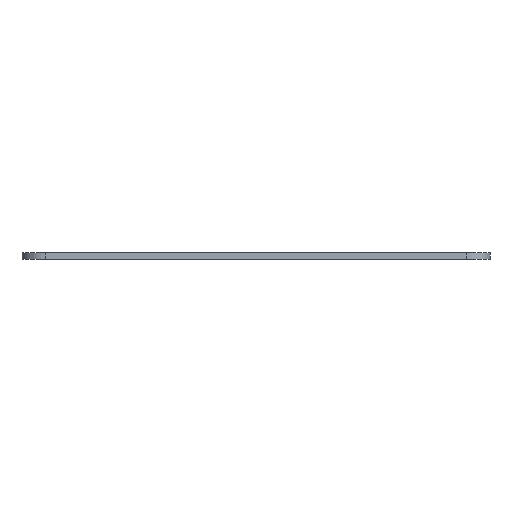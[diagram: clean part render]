
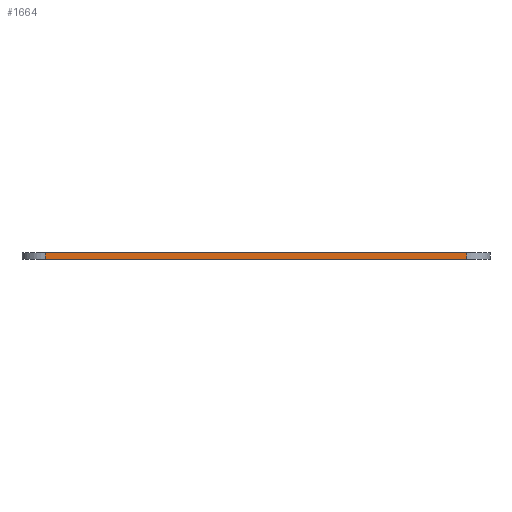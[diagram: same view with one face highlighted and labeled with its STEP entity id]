
A CAD part, front view. The second image highlights one B-rep face of the part: STEP entity #1664.
In plain terms, the highlighted planar face has unit normal (0, -1, 0).
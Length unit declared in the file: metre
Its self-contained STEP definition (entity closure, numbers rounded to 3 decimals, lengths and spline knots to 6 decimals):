
#140=ORIENTED_EDGE('',*,*,#636,.T.);
#141=ORIENTED_EDGE('',*,*,#637,.T.);
#142=ORIENTED_EDGE('',*,*,#638,.F.);
#143=ORIENTED_EDGE('',*,*,#639,.T.);
#636=EDGE_CURVE('',#884,#885,#1052,.T.);
#637=EDGE_CURVE('',#885,#886,#1053,.F.);
#638=EDGE_CURVE('',#887,#886,#1054,.T.);
#639=EDGE_CURVE('',#887,#884,#1055,.T.);
#884=VERTEX_POINT('',#2450);
#885=VERTEX_POINT('',#2451);
#886=VERTEX_POINT('',#2453);
#887=VERTEX_POINT('',#2455);
#1052=LINE('',#2449,#1220);
#1053=LINE('',#2452,#1221);
#1054=LINE('',#2454,#1222);
#1055=LINE('',#2456,#1223);
#1220=VECTOR('',#1943,1.);
#1221=VECTOR('',#1944,1.);
#1222=VECTOR('',#1945,1.);
#1223=VECTOR('',#1946,1.);
#1382=EDGE_LOOP('',(#140,#141,#142,#143));
#1500=FACE_BOUND('',#1382,.T.);
#1618=PLANE('',#1763);
#1664=ADVANCED_FACE('',(#1500),#1618,.F.);
#1763=AXIS2_PLACEMENT_3D('',#2448,#1941,#1942);
#1941=DIRECTION('',(0.,1.,0.));
#1942=DIRECTION('',(-1.,0.,0.));
#1943=DIRECTION('',(1.,0.,0.));
#1944=DIRECTION('',(0.,0.,-1.));
#1945=DIRECTION('',(1.,0.,0.));
#1946=DIRECTION('',(0.,0.,-1.));
#2448=CARTESIAN_POINT('',(-0.0001,-0.041015,0.0015));
#2449=CARTESIAN_POINT('',(-0.0001,-0.041015,0.));
#2450=CARTESIAN_POINT('',(-0.04565,-0.041015,0.));
#2451=CARTESIAN_POINT('',(0.04545,-0.041015,0.));
#2452=CARTESIAN_POINT('',(0.04545,-0.041015,0.0015));
#2453=CARTESIAN_POINT('',(0.04545,-0.041015,0.0015));
#2454=CARTESIAN_POINT('',(-0.0001,-0.041015,0.0015));
#2455=CARTESIAN_POINT('',(-0.04565,-0.041015,0.0015));
#2456=CARTESIAN_POINT('',(-0.04565,-0.041015,0.0015));
